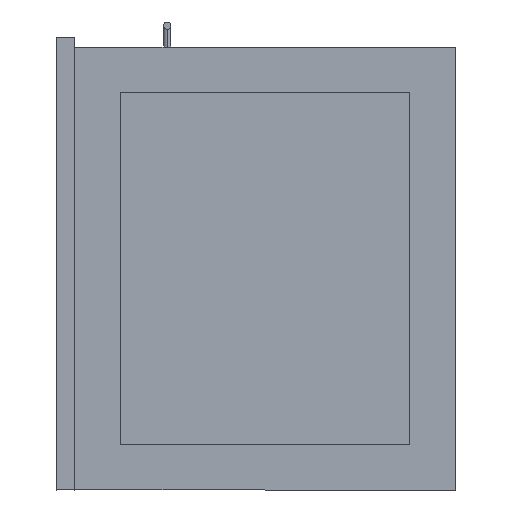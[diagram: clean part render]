
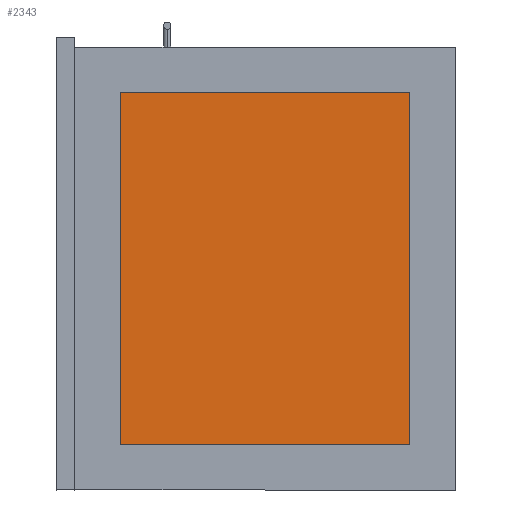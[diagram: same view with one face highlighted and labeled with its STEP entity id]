
A CAD part, left-side view. The second image highlights one B-rep face of the part: STEP entity #2343.
In plain terms, the highlighted planar face has unit normal (-1, 0, 0).
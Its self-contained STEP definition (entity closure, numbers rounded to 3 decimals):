
#103 = CARTESIAN_POINT ( 'NONE',  ( -591., -160., 439. ) ) ;
#131 = DIRECTION ( 'NONE',  ( 0., 1., 0. ) ) ;
#169 = DIRECTION ( 'NONE',  ( 0., 0., -1. ) ) ;
#298 = ORIENTED_EDGE ( 'NONE', *, *, #2440, .T. ) ;
#336 = VERTEX_POINT ( 'NONE', #998 ) ;
#347 = VECTOR ( 'NONE', #169, 1000. ) ;
#358 = FACE_OUTER_BOUND ( 'NONE', #480, .T. ) ;
#383 = DIRECTION ( 'NONE',  ( 0., -1., 0. ) ) ;
#392 = CARTESIAN_POINT ( 'NONE',  ( -591., 160., 50. ) ) ;
#446 = EDGE_CURVE ( 'NONE', #2305, #1906, #1890, .T. ) ;
#480 = EDGE_LOOP ( 'NONE', ( #993, #2770, #298, #2216 ) ) ;
#818 = PLANE ( 'NONE',  #2892 ) ;
#838 = CARTESIAN_POINT ( 'NONE',  ( -591., 160., 50. ) ) ;
#859 = EDGE_CURVE ( 'NONE', #1906, #336, #1323, .T. ) ;
#880 = CARTESIAN_POINT ( 'NONE',  ( -591., -160., 50. ) ) ;
#993 = ORIENTED_EDGE ( 'NONE', *, *, #446, .T. ) ;
#998 = CARTESIAN_POINT ( 'NONE',  ( -591., -160., 50. ) ) ;
#1016 = CARTESIAN_POINT ( 'NONE',  ( -591., -160., 439. ) ) ;
#1025 = LINE ( 'NONE', #103, #2905 ) ;
#1138 = VECTOR ( 'NONE', #2401, 1000. ) ;
#1240 = CARTESIAN_POINT ( 'NONE',  ( -591., 0., 0. ) ) ;
#1323 = LINE ( 'NONE', #392, #1138 ) ;
#1325 = CARTESIAN_POINT ( 'NONE',  ( -591., 160., 439. ) ) ;
#1333 = EDGE_CURVE ( 'NONE', #1798, #2305, #1025, .T. ) ;
#1530 = VECTOR ( 'NONE', #1972, 1000. ) ;
#1798 = VERTEX_POINT ( 'NONE', #1016 ) ;
#1890 = LINE ( 'NONE', #1325, #347 ) ;
#1906 = VERTEX_POINT ( 'NONE', #838 ) ;
#1972 = DIRECTION ( 'NONE',  ( 0., 0., 1. ) ) ;
#2216 = ORIENTED_EDGE ( 'NONE', *, *, #1333, .T. ) ;
#2286 = CARTESIAN_POINT ( 'NONE',  ( -591., 160., 439. ) ) ;
#2305 = VERTEX_POINT ( 'NONE', #2286 ) ;
#2343 = ADVANCED_FACE ( 'NONE', ( #358 ), #818, .T. ) ;
#2401 = DIRECTION ( 'NONE',  ( 0., -1., 0. ) ) ;
#2440 = EDGE_CURVE ( 'NONE', #336, #1798, #2843, .T. ) ;
#2634 = DIRECTION ( 'NONE',  ( -1., 0., 0. ) ) ;
#2770 = ORIENTED_EDGE ( 'NONE', *, *, #859, .T. ) ;
#2843 = LINE ( 'NONE', #880, #1530 ) ;
#2892 = AXIS2_PLACEMENT_3D ( 'NONE', #1240, #2634, #383 ) ;
#2905 = VECTOR ( 'NONE', #131, 1000. ) ;
